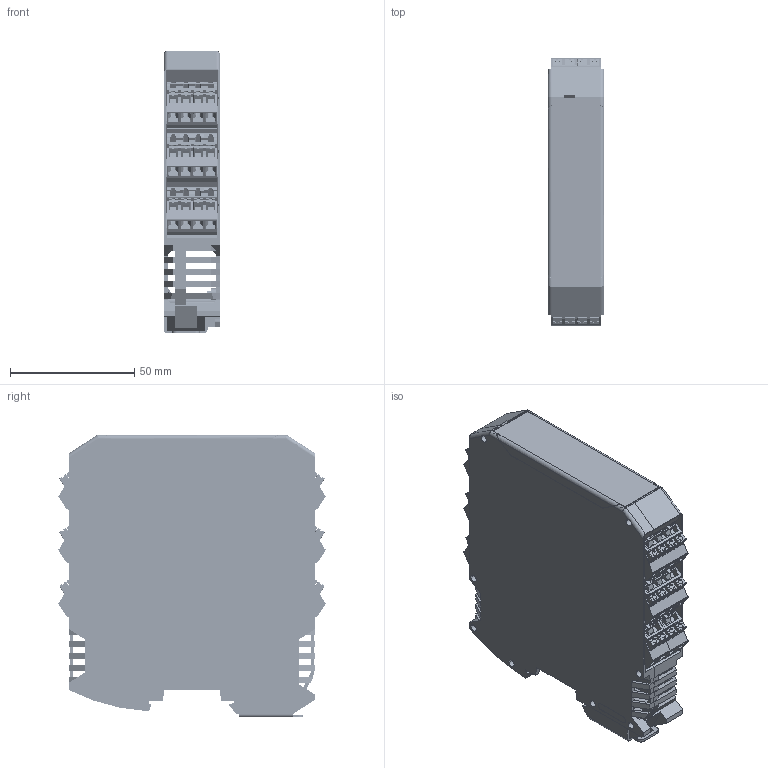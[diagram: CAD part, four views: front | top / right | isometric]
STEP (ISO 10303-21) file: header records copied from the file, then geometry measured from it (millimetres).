
FILE_DESCRIPTION(/* description */ ('Alibre Inc.'),/* implementation_level */ '2;1');
FILE_NAME(/* name */ 'export0',/* time_stamp */ '2017-04-03T11:32:49+02:00',/* author */ (''),/* organization */ (''),/* preprocessor_version */ 'ST-DEVELOPER v14',/* originating_system */ 'Alibre',/* authorisation */ '');
FILE_SCHEMA (('AUTOMOTIVE_DESIGN'));
Length unit declared in the file: millimetre
Products named in the file (14): ID_1
Bounding box: 22.6 x 107.75 x 113.7 mm (x, y, z)
Volume: 77234.6 mm3; surface area: 102129.8 mm2
Topology: 32 solids, 32 shells, 10371 faces, 28336 edges, 18365 vertices
Faces by surface type: plane 8182, cylinder 1895, torus 100, cone 98, sphere 96
Full cylindrical faces by diameter (mm): 2.08 x12, 2.1 x32, 4.98 x1, 5 x3
Entity records: 134555 total; most frequent: CARTESIAN_POINT 25272, ORIENTED_EDGE 24218, DIRECTION 18195, EDGE_CURVE 12106, VECTOR 10207, LINE 10207, VERTEX_POINT 7933, AXIS2_PLACEMENT_3D 5680
